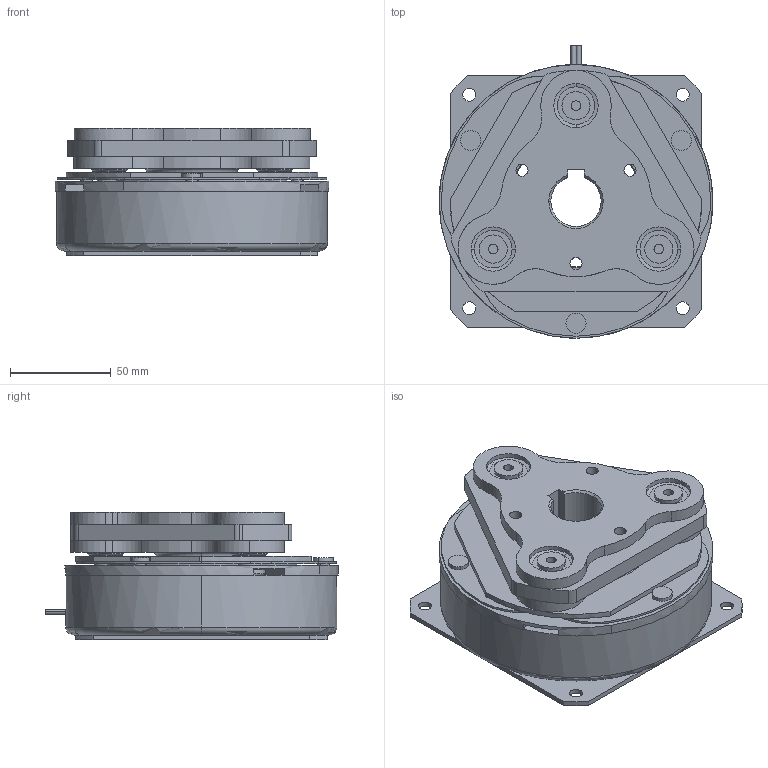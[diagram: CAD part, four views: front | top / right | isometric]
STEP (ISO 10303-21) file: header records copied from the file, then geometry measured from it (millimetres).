
FILE_DESCRIPTION (( 'STEP AP203' ), '1' );
FILE_NAME ('VBEHA 5_23661100.STEP', '2016-06-23T04:02:53', ( ' ' ), ( '' ), 'SwSTEP 2.0', 'SolidWorks 2009', '' );
FILE_SCHEMA (( 'CONFIG_CONTROL_DESIGN' ));
Length unit declared in the file: millimetre
Products named in the file (1): VBEHA 5_23661100
Bounding box: 136 x 145.34 x 63.5 mm (x, y, z)
Volume: 593743.9 mm3; surface area: 110141.9 mm2
Topology: 1 solids, 1 shells, 299 faces, 752 edges, 480 vertices
Faces by surface type: cylinder 186, plane 83, cone 20, torus 10
Entity records: 9333 total; most frequent: DIRECTION 1802, CARTESIAN_POINT 1616, ORIENTED_EDGE 1496, AXIS2_PLACEMENT_3D 762, EDGE_CURVE 748, VERTEX_POINT 480, CIRCLE 462, EDGE_LOOP 362
